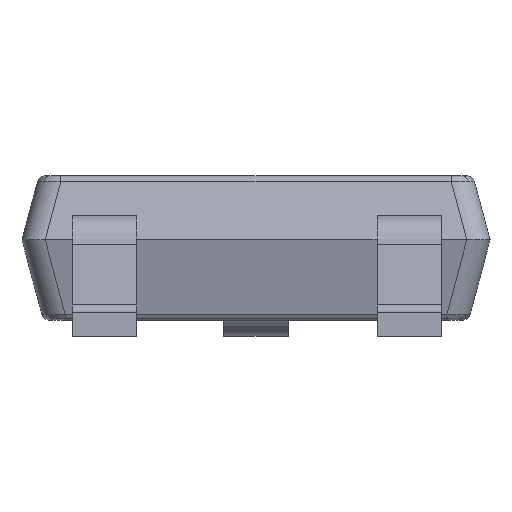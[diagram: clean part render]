
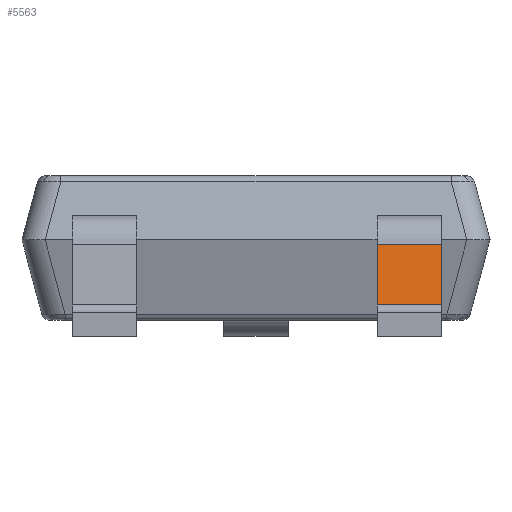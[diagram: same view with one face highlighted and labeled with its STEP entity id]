
A CAD part, front view. The second image highlights one B-rep face of the part: STEP entity #5563.
In plain terms, the highlighted planar face has unit normal (0, -0.994, 0.11).
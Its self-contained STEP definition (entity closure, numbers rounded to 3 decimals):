
#4277 = PLANE('',#4278);
#4278 = AXIS2_PLACEMENT_3D('',#4279,#4280,#4281);
#4279 = CARTESIAN_POINT('',(0.755,-0.655,0.55));
#4280 = DIRECTION('',(-1.,0.,0.));
#4281 = DIRECTION('',(0.,0.,1.));
#4331 = PLANE('',#4332);
#4332 = AXIS2_PLACEMENT_3D('',#4333,#4334,#4335);
#4333 = CARTESIAN_POINT('',(1.155,-0.655,0.55));
#4334 = DIRECTION('',(-1.,0.,0.));
#4335 = DIRECTION('',(0.,0.,1.));
#4775 = CYLINDRICAL_SURFACE('',#4776,0.2);
#4776 = AXIS2_PLACEMENT_3D('',#4777,#4778,#4779);
#4777 = CARTESIAN_POINT('',(0.755,-0.655,0.55));
#4778 = DIRECTION('',(1.,0.,0.));
#4779 = DIRECTION('',(0.,0.,-1.));
#5126 = VERTEX_POINT('',#5127);
#5127 = CARTESIAN_POINT('',(0.755,-0.896,0.195));
#5146 = CYLINDRICAL_SURFACE('',#5147,0.05);
#5147 = AXIS2_PLACEMENT_3D('',#5148,#5149,#5150);
#5148 = CARTESIAN_POINT('',(0.755,-0.945,0.2));
#5149 = DIRECTION('',(1.,0.,0.));
#5150 = DIRECTION('',(0.,0.,-1.));
#5180 = EDGE_CURVE('',#5126,#5181,#5183,.T.);
#5181 = VERTEX_POINT('',#5182);
#5182 = CARTESIAN_POINT('',(0.755,-0.854,0.572));
#5183 = SURFACE_CURVE('',#5184,(#5188,#5195),.PCURVE_S1.);
#5184 = LINE('',#5185,#5186);
#5185 = CARTESIAN_POINT('',(0.755,-0.896,0.195));
#5186 = VECTOR('',#5187,1.);
#5187 = DIRECTION('',(0.,0.11,0.994));
#5188 = PCURVE('',#4277,#5189);
#5189 = DEFINITIONAL_REPRESENTATION('',(#5190),#5194);
#5190 = LINE('',#5191,#5192);
#5191 = CARTESIAN_POINT('',(-0.355,-0.24));
#5192 = VECTOR('',#5193,1.);
#5193 = DIRECTION('',(0.994,0.11));
#5194 = ( GEOMETRIC_REPRESENTATION_CONTEXT(2) 
PARAMETRIC_REPRESENTATION_CONTEXT() REPRESENTATION_CONTEXT('2D SPACE',''
  ) );
#5195 = PCURVE('',#5196,#5201);
#5196 = PLANE('',#5197);
#5197 = AXIS2_PLACEMENT_3D('',#5198,#5199,#5200);
#5198 = CARTESIAN_POINT('',(0.755,-0.896,0.195));
#5199 = DIRECTION('',(0.,0.994,-0.11));
#5200 = DIRECTION('',(0.,0.11,0.994));
#5201 = DEFINITIONAL_REPRESENTATION('',(#5202),#5206);
#5202 = LINE('',#5203,#5204);
#5203 = CARTESIAN_POINT('',(0.,0.));
#5204 = VECTOR('',#5205,1.);
#5205 = DIRECTION('',(1.,0.));
#5206 = ( GEOMETRIC_REPRESENTATION_CONTEXT(2) 
PARAMETRIC_REPRESENTATION_CONTEXT() REPRESENTATION_CONTEXT('2D SPACE',''
  ) );
#5260 = VERTEX_POINT('',#5261);
#5261 = CARTESIAN_POINT('',(1.155,-0.854,0.572));
#5305 = EDGE_CURVE('',#5306,#5260,#5308,.T.);
#5306 = VERTEX_POINT('',#5307);
#5307 = CARTESIAN_POINT('',(1.155,-0.896,0.195));
#5308 = SURFACE_CURVE('',#5309,(#5313,#5320),.PCURVE_S1.);
#5309 = LINE('',#5310,#5311);
#5310 = CARTESIAN_POINT('',(1.155,-0.896,0.195));
#5311 = VECTOR('',#5312,1.);
#5312 = DIRECTION('',(0.,0.11,0.994));
#5313 = PCURVE('',#4331,#5314);
#5314 = DEFINITIONAL_REPRESENTATION('',(#5315),#5319);
#5315 = LINE('',#5316,#5317);
#5316 = CARTESIAN_POINT('',(-0.355,-0.24));
#5317 = VECTOR('',#5318,1.);
#5318 = DIRECTION('',(0.994,0.11));
#5319 = ( GEOMETRIC_REPRESENTATION_CONTEXT(2) 
PARAMETRIC_REPRESENTATION_CONTEXT() REPRESENTATION_CONTEXT('2D SPACE',''
  ) );
#5320 = PCURVE('',#5196,#5321);
#5321 = DEFINITIONAL_REPRESENTATION('',(#5322),#5326);
#5322 = LINE('',#5323,#5324);
#5323 = CARTESIAN_POINT('',(0.,0.4));
#5324 = VECTOR('',#5325,1.);
#5325 = DIRECTION('',(1.,0.));
#5326 = ( GEOMETRIC_REPRESENTATION_CONTEXT(2) 
PARAMETRIC_REPRESENTATION_CONTEXT() REPRESENTATION_CONTEXT('2D SPACE',''
  ) );
#5563 = ADVANCED_FACE('',(#5564),#5196,.F.);
#5564 = FACE_BOUND('',#5565,.T.);
#5565 = EDGE_LOOP('',(#5566,#5609,#5610,#5653));
#5566 = ORIENTED_EDGE('',*,*,#5567,.T.);
#5567 = EDGE_CURVE('',#5126,#5306,#5568,.T.);
#5568 = SURFACE_CURVE('',#5569,(#5573,#5580),.PCURVE_S1.);
#5569 = LINE('',#5570,#5571);
#5570 = CARTESIAN_POINT('',(0.755,-0.896,0.195));
#5571 = VECTOR('',#5572,1.);
#5572 = DIRECTION('',(1.,0.,0.));
#5573 = PCURVE('',#5196,#5574);
#5574 = DEFINITIONAL_REPRESENTATION('',(#5575),#5579);
#5575 = LINE('',#5576,#5577);
#5576 = CARTESIAN_POINT('',(0.,0.));
#5577 = VECTOR('',#5578,1.);
#5578 = DIRECTION('',(0.,1.));
#5579 = ( GEOMETRIC_REPRESENTATION_CONTEXT(2) 
PARAMETRIC_REPRESENTATION_CONTEXT() REPRESENTATION_CONTEXT('2D SPACE',''
  ) );
#5580 = PCURVE('',#5146,#5581);
#5581 = DEFINITIONAL_REPRESENTATION('',(#5582),#5608);
#5582 = B_SPLINE_CURVE_WITH_KNOTS('',3,(#5583,#5584,#5585,#5586,#5587,
    #5588,#5589,#5590,#5591,#5592,#5593,#5594,#5595,#5596,#5597,#5598,
    #5599,#5600,#5601,#5602,#5603,#5604,#5605,#5606,#5607),
  .UNSPECIFIED.,.F.,.F.,(4,1,1,1,1,1,1,1,1,1,1,1,1,1,1,1,1,1,1,1,1,1,4),
  (0.,0.018,0.036,0.055,
    0.073,0.091,0.109,
    0.127,0.145,0.164,0.182,0.2,
    0.218,0.236,0.255,0.273,
    0.291,0.309,0.327,0.345,
    0.364,0.382,0.4),.QUASI_UNIFORM_KNOTS.);
#5583 = CARTESIAN_POINT('',(1.461,0.));
#5584 = CARTESIAN_POINT('',(1.461,0.006));
#5585 = CARTESIAN_POINT('',(1.461,0.018));
#5586 = CARTESIAN_POINT('',(1.461,0.036));
#5587 = CARTESIAN_POINT('',(1.461,0.055));
#5588 = CARTESIAN_POINT('',(1.461,0.073));
#5589 = CARTESIAN_POINT('',(1.461,0.091));
#5590 = CARTESIAN_POINT('',(1.461,0.109));
#5591 = CARTESIAN_POINT('',(1.461,0.127));
#5592 = CARTESIAN_POINT('',(1.461,0.145));
#5593 = CARTESIAN_POINT('',(1.461,0.164));
#5594 = CARTESIAN_POINT('',(1.461,0.182));
#5595 = CARTESIAN_POINT('',(1.461,0.2));
#5596 = CARTESIAN_POINT('',(1.461,0.218));
#5597 = CARTESIAN_POINT('',(1.461,0.236));
#5598 = CARTESIAN_POINT('',(1.461,0.255));
#5599 = CARTESIAN_POINT('',(1.461,0.273));
#5600 = CARTESIAN_POINT('',(1.461,0.291));
#5601 = CARTESIAN_POINT('',(1.461,0.309));
#5602 = CARTESIAN_POINT('',(1.461,0.327));
#5603 = CARTESIAN_POINT('',(1.461,0.345));
#5604 = CARTESIAN_POINT('',(1.461,0.364));
#5605 = CARTESIAN_POINT('',(1.461,0.382));
#5606 = CARTESIAN_POINT('',(1.461,0.394));
#5607 = CARTESIAN_POINT('',(1.461,0.4));
#5608 = ( GEOMETRIC_REPRESENTATION_CONTEXT(2) 
PARAMETRIC_REPRESENTATION_CONTEXT() REPRESENTATION_CONTEXT('2D SPACE',''
  ) );
#5609 = ORIENTED_EDGE('',*,*,#5305,.T.);
#5610 = ORIENTED_EDGE('',*,*,#5611,.F.);
#5611 = EDGE_CURVE('',#5181,#5260,#5612,.T.);
#5612 = SURFACE_CURVE('',#5613,(#5617,#5624),.PCURVE_S1.);
#5613 = LINE('',#5614,#5615);
#5614 = CARTESIAN_POINT('',(0.755,-0.854,0.572));
#5615 = VECTOR('',#5616,1.);
#5616 = DIRECTION('',(1.,0.,0.));
#5617 = PCURVE('',#5196,#5618);
#5618 = DEFINITIONAL_REPRESENTATION('',(#5619),#5623);
#5619 = LINE('',#5620,#5621);
#5620 = CARTESIAN_POINT('',(0.38,0.));
#5621 = VECTOR('',#5622,1.);
#5622 = DIRECTION('',(0.,1.));
#5623 = ( GEOMETRIC_REPRESENTATION_CONTEXT(2) 
PARAMETRIC_REPRESENTATION_CONTEXT() REPRESENTATION_CONTEXT('2D SPACE',''
  ) );
#5624 = PCURVE('',#4775,#5625);
#5625 = DEFINITIONAL_REPRESENTATION('',(#5626),#5652);
#5626 = B_SPLINE_CURVE_WITH_KNOTS('',3,(#5627,#5628,#5629,#5630,#5631,
    #5632,#5633,#5634,#5635,#5636,#5637,#5638,#5639,#5640,#5641,#5642,
    #5643,#5644,#5645,#5646,#5647,#5648,#5649,#5650,#5651),
  .UNSPECIFIED.,.F.,.F.,(4,1,1,1,1,1,1,1,1,1,1,1,1,1,1,1,1,1,1,1,1,1,4),
  (0.,0.018,0.036,0.055,
    0.073,0.091,0.109,
    0.127,0.145,0.164,0.182,0.2,
    0.218,0.236,0.255,0.273,
    0.291,0.309,0.327,0.345,
    0.364,0.382,0.4),.QUASI_UNIFORM_KNOTS.);
#5627 = CARTESIAN_POINT('',(4.603,0.));
#5628 = CARTESIAN_POINT('',(4.603,0.006));
#5629 = CARTESIAN_POINT('',(4.603,0.018));
#5630 = CARTESIAN_POINT('',(4.603,0.036));
#5631 = CARTESIAN_POINT('',(4.603,0.055));
#5632 = CARTESIAN_POINT('',(4.603,0.073));
#5633 = CARTESIAN_POINT('',(4.603,0.091));
#5634 = CARTESIAN_POINT('',(4.603,0.109));
#5635 = CARTESIAN_POINT('',(4.603,0.127));
#5636 = CARTESIAN_POINT('',(4.603,0.145));
#5637 = CARTESIAN_POINT('',(4.603,0.164));
#5638 = CARTESIAN_POINT('',(4.603,0.182));
#5639 = CARTESIAN_POINT('',(4.603,0.2));
#5640 = CARTESIAN_POINT('',(4.603,0.218));
#5641 = CARTESIAN_POINT('',(4.603,0.236));
#5642 = CARTESIAN_POINT('',(4.603,0.255));
#5643 = CARTESIAN_POINT('',(4.603,0.273));
#5644 = CARTESIAN_POINT('',(4.603,0.291));
#5645 = CARTESIAN_POINT('',(4.603,0.309));
#5646 = CARTESIAN_POINT('',(4.603,0.327));
#5647 = CARTESIAN_POINT('',(4.603,0.345));
#5648 = CARTESIAN_POINT('',(4.603,0.364));
#5649 = CARTESIAN_POINT('',(4.603,0.382));
#5650 = CARTESIAN_POINT('',(4.603,0.394));
#5651 = CARTESIAN_POINT('',(4.603,0.4));
#5652 = ( GEOMETRIC_REPRESENTATION_CONTEXT(2) 
PARAMETRIC_REPRESENTATION_CONTEXT() REPRESENTATION_CONTEXT('2D SPACE',''
  ) );
#5653 = ORIENTED_EDGE('',*,*,#5180,.F.);
